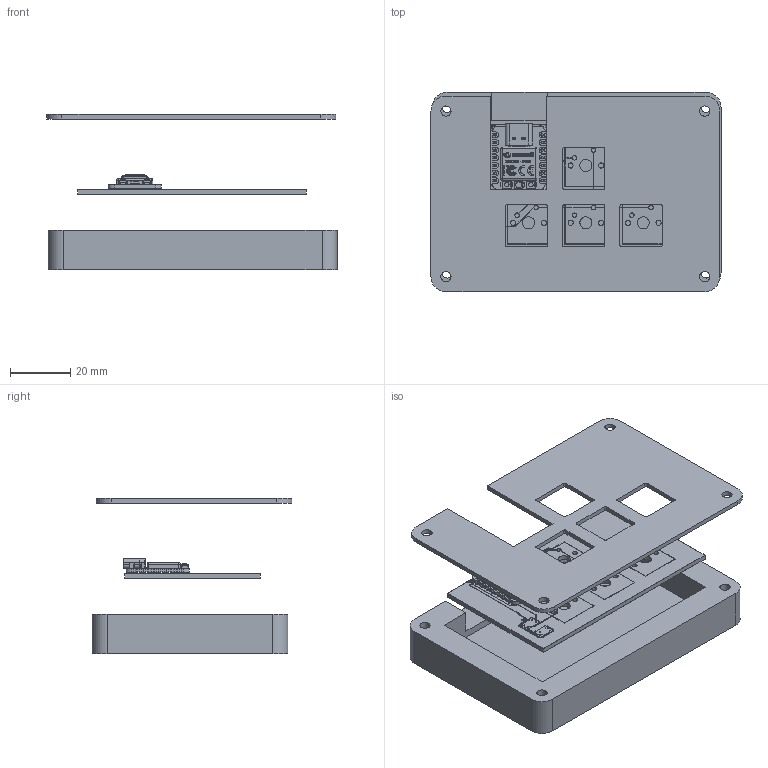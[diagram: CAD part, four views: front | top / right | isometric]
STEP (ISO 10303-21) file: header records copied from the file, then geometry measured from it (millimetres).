
FILE_DESCRIPTION(/* description */ (''),/* implementation_level */ '2;1');
FILE_NAME(/* name */ 'hackpad.step',/* time_stamp */ '2025-06-20T13:27:47-04:00',/* author */ (''),/* organization */ (''),/* preprocessor_version */ 'ST-DEVELOPER v20.1',/* originating_system */ 'Autodesk Translation Framework v14.10.0.0',/* authorisation */ '');
FILE_SCHEMA (('AUTOMOTIVE_DESIGN { 1 0 10303 214 3 1 1 }'));
Products named in the file (19): 2025-06-15-01-31-19-745; 2025-06-15-12-26-55-024; 2025-06-15-05-33-56-866; 2025-06-15-05-33-56-867; 2025-06-15-05-33-56-868; 2025-06-15-05-33-56-869; 2025-06-15-05-33-56-870; 2025-06-20-12-37-29-819; 2025-06-20-17-10-12-977; 2025-06-20-17-10-12-978; 2025-06-20-17-10-12-979; 2025-06-20-17-10-12-980; 2025-06-20-17-10-12-981; 2025-06-20-17-10-12-982; 2025-06-20-17-10-12-983; 2025-06-20-17-10-12-984; 2025-06-20-17-10-12-985; 2025-06-20-17-10-12-986; 2025-06-20-17-10-12-987
Assembly tree (18 placements, depth 5):
  2025-06-15-01-31-19-745
    2025-06-15-12-26-55-024
      2025-06-15-05-33-56-866
        2025-06-15-05-33-56-867
        2025-06-15-05-33-56-868
        2025-06-15-05-33-56-869
        2025-06-15-05-33-56-870
    2025-06-20-12-37-29-819
    2025-06-20-17-10-12-977
      2025-06-20-17-10-12-978
        2025-06-20-17-10-12-979
        2025-06-20-17-10-12-980
        2025-06-20-17-10-12-981
          2025-06-20-17-10-12-982
          2025-06-20-17-10-12-983
          2025-06-20-17-10-12-984
          2025-06-20-17-10-12-985
          2025-06-20-17-10-12-986
        2025-06-20-17-10-12-987
Bounding box: 96.42 x 66.32 x 51.5 mm (x, y, z)
Volume: 56485.3 mm3; surface area: 46236.4 mm2
Topology: 99 solids, 153 shells, 1905 faces, 5719 edges, 4080 vertices
Faces by surface type: plane 1230, bspline 374, cylinder 273, torus 12, sphere 10, cone 6
Full cylindrical faces by diameter (mm): 0.4 x1, 0.5 x2, 0.8 x14, 0.889 x14, 1.5 x10, 1.7 x8, 2 x1, 3.4 x8, 4 x4, 6 x4
Entity records: 68237 total; most frequent: CARTESIAN_POINT 17405, ORIENTED_EDGE 10504, DIRECTION 8964, EDGE_CURVE 5711, LINE 4126, VECTOR 4126, VERTEX_POINT 4080, AXIS2_PLACEMENT_3D 2419
